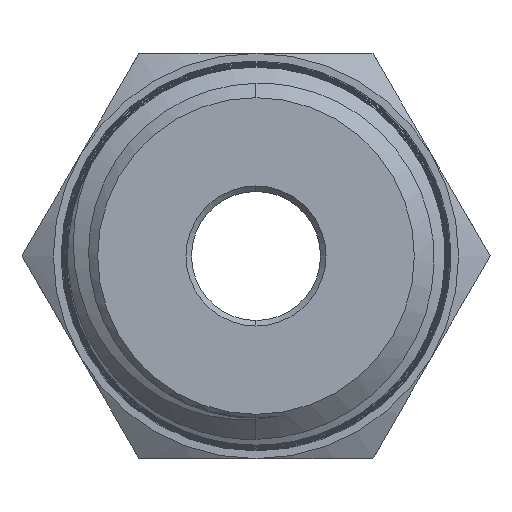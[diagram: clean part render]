
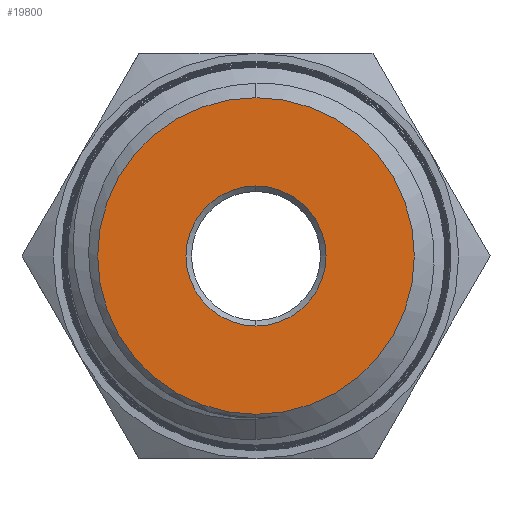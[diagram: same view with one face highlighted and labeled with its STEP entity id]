
A CAD part, front view. The second image highlights one B-rep face of the part: STEP entity #19800.
In plain terms, the highlighted planar face has unit normal (0, -1, 0).
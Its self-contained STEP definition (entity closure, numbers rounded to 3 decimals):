
#3394 = VERTEX_POINT ( 'NONE', #5014 ) ;
#3475 = DIRECTION ( 'NONE',  ( 0., 1., 0. ) ) ;
#3999 = CARTESIAN_POINT ( 'NONE',  ( 0., -15., 0. ) ) ;
#4099 = EDGE_LOOP ( 'NONE', ( #33396, #13645 ) ) ;
#5014 = CARTESIAN_POINT ( 'NONE',  ( 0., -15., 8.595 ) ) ;
#7568 = DIRECTION ( 'NONE',  ( 0., 0., -1. ) ) ;
#10033 = CIRCLE ( 'NONE', #13573, 8.595 ) ;
#10394 = AXIS2_PLACEMENT_3D ( 'NONE', #3999, #28948, #7568 ) ;
#13573 = AXIS2_PLACEMENT_3D ( 'NONE', #41892, #20519, #45477 ) ;
#13645 = ORIENTED_EDGE ( 'NONE', *, *, #42106, .F. ) ;
#14697 = CIRCLE ( 'NONE', #20908, 3.8 ) ;
#15244 = CIRCLE ( 'NONE', #34800, 8.595 ) ;
#19027 = EDGE_CURVE ( 'NONE', #45595, #45556, #14697, .T. ) ;
#19800 = ADVANCED_FACE ( 'NONE', ( #36447, #20807 ), #34142, .T. ) ;
#20005 = CARTESIAN_POINT ( 'NONE',  ( 0., -15., 0. ) ) ;
#20017 = AXIS2_PLACEMENT_3D ( 'NONE', #26984, #44753, #37736 ) ;
#20519 = DIRECTION ( 'NONE',  ( 0., 1., 0. ) ) ;
#20807 = FACE_OUTER_BOUND ( 'NONE', #4099, .T. ) ;
#20908 = AXIS2_PLACEMENT_3D ( 'NONE', #24838, #3475, #28427 ) ;
#22983 = VERTEX_POINT ( 'NONE', #37917 ) ;
#23592 = DIRECTION ( 'NONE',  ( 0., 0., 1. ) ) ;
#24838 = CARTESIAN_POINT ( 'NONE',  ( 0., -15., 0. ) ) ;
#26024 = EDGE_CURVE ( 'NONE', #45556, #45595, #37432, .T. ) ;
#26139 = CARTESIAN_POINT ( 'NONE',  ( 0., -15., 3.8 ) ) ;
#26984 = CARTESIAN_POINT ( 'NONE',  ( 0., -15., 0. ) ) ;
#28427 = DIRECTION ( 'NONE',  ( 0., 0., -1. ) ) ;
#28948 = DIRECTION ( 'NONE',  ( 0., 1., 0. ) ) ;
#29132 = ORIENTED_EDGE ( 'NONE', *, *, #19027, .T. ) ;
#32367 = ORIENTED_EDGE ( 'NONE', *, *, #26024, .T. ) ;
#33396 = ORIENTED_EDGE ( 'NONE', *, *, #39120, .F. ) ;
#34142 = PLANE ( 'NONE',  #20017 ) ;
#34800 = AXIS2_PLACEMENT_3D ( 'NONE', #20005, #44954, #23592 ) ;
#36447 = FACE_BOUND ( 'NONE', #36565, .T. ) ;
#36565 = EDGE_LOOP ( 'NONE', ( #29132, #32367 ) ) ;
#36892 = CARTESIAN_POINT ( 'NONE',  ( 0., -15., -3.8 ) ) ;
#37432 = CIRCLE ( 'NONE', #10394, 3.8 ) ;
#37736 = DIRECTION ( 'NONE',  ( 0., 0., -1. ) ) ;
#37917 = CARTESIAN_POINT ( 'NONE',  ( 0., -15., -8.595 ) ) ;
#39120 = EDGE_CURVE ( 'NONE', #3394, #22983, #10033, .T. ) ;
#41892 = CARTESIAN_POINT ( 'NONE',  ( 0., -15., 0. ) ) ;
#42106 = EDGE_CURVE ( 'NONE', #22983, #3394, #15244, .T. ) ;
#44753 = DIRECTION ( 'NONE',  ( 0., -1., 0. ) ) ;
#44954 = DIRECTION ( 'NONE',  ( 0., 1., 0. ) ) ;
#45477 = DIRECTION ( 'NONE',  ( 0., 0., 1. ) ) ;
#45556 = VERTEX_POINT ( 'NONE', #26139 ) ;
#45595 = VERTEX_POINT ( 'NONE', #36892 ) ;
